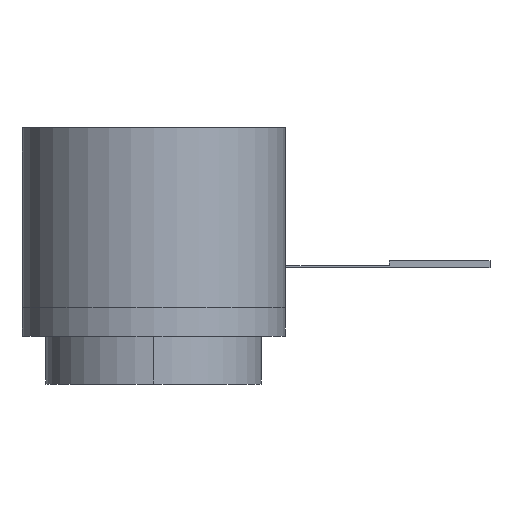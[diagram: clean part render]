
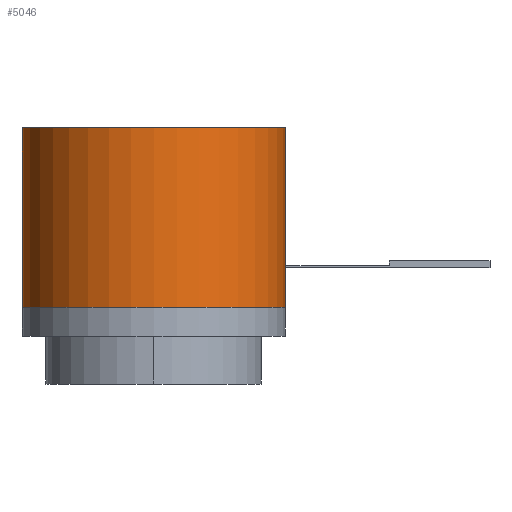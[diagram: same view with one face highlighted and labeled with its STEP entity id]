
A CAD part, left-side view. The second image highlights one B-rep face of the part: STEP entity #5046.
In plain terms, the highlighted cylindrical face has radius 5.5 mm (diameter 11 mm), a partial arc.
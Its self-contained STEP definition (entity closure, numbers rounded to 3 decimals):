
#3065=CARTESIAN_POINT('',(-35.5,0.,-4.));
#3066=DIRECTION('',(0.,0.,1.));
#3067=DIRECTION('',(0.,1.,0.));
#3068=AXIS2_PLACEMENT_3D('',#3065,#3066,#3067);
#3256=CARTESIAN_POINT('',(-35.5,0.,3.5));
#3257=DIRECTION('',(0.,0.,1.));
#3258=DIRECTION('',(0.,1.,0.));
#3259=AXIS2_PLACEMENT_3D('',#3256,#3257,#3258);
#3373=DIRECTION('',(0.,0.,1.));
#3374=VECTOR('',#3373,7.5);
#3375=CARTESIAN_POINT('',(-35.5,-5.5,-4.));
#3376=LINE('',#3375,#3374);
#3840=DIRECTION('',(0.,0.,1.));
#3841=VECTOR('',#3840,7.5);
#3842=CARTESIAN_POINT('',(-35.5,5.5,-4.));
#3843=LINE('',#3842,#3841);
#4036=CARTESIAN_POINT('',(-35.5,5.5,-4.));
#4037=CARTESIAN_POINT('',(-35.5,-5.5,-4.));
#4038=VERTEX_POINT('',#4036);
#4039=VERTEX_POINT('',#4037);
#4040=CARTESIAN_POINT('',(-35.5,5.5,3.5));
#4041=CARTESIAN_POINT('',(-35.5,-5.5,3.5));
#4042=VERTEX_POINT('',#4040);
#4043=VERTEX_POINT('',#4041);
#5035=CARTESIAN_POINT('',(-35.5,0.,-4.));
#5036=DIRECTION('',(0.,0.,1.));
#5037=DIRECTION('',(1.,0.,0.));
#5038=AXIS2_PLACEMENT_3D('',#5035,#5036,#5037);
#5039=CYLINDRICAL_SURFACE('',#5038,5.5);
#5040=ORIENTED_EDGE('',*,*,#4270,.F.);
#5041=ORIENTED_EDGE('',*,*,#4761,.T.);
#5042=ORIENTED_EDGE('',*,*,#4496,.T.);
#5043=ORIENTED_EDGE('',*,*,#4584,.F.);
#5044=EDGE_LOOP('',(#5040,#5041,#5042,#5043));
#5045=FACE_OUTER_BOUND('',#5044,.F.);
#3069=CIRCLE('',#3068,5.5);
#3260=CIRCLE('',#3259,5.5);
#4270=EDGE_CURVE('',#4038,#4039,#3069,.T.);
#4496=EDGE_CURVE('',#4042,#4043,#3260,.T.);
#4584=EDGE_CURVE('',#4039,#4043,#3376,.T.);
#4761=EDGE_CURVE('',#4038,#4042,#3843,.T.);
#5046=ADVANCED_FACE('',(#5045),#5039,.T.);
